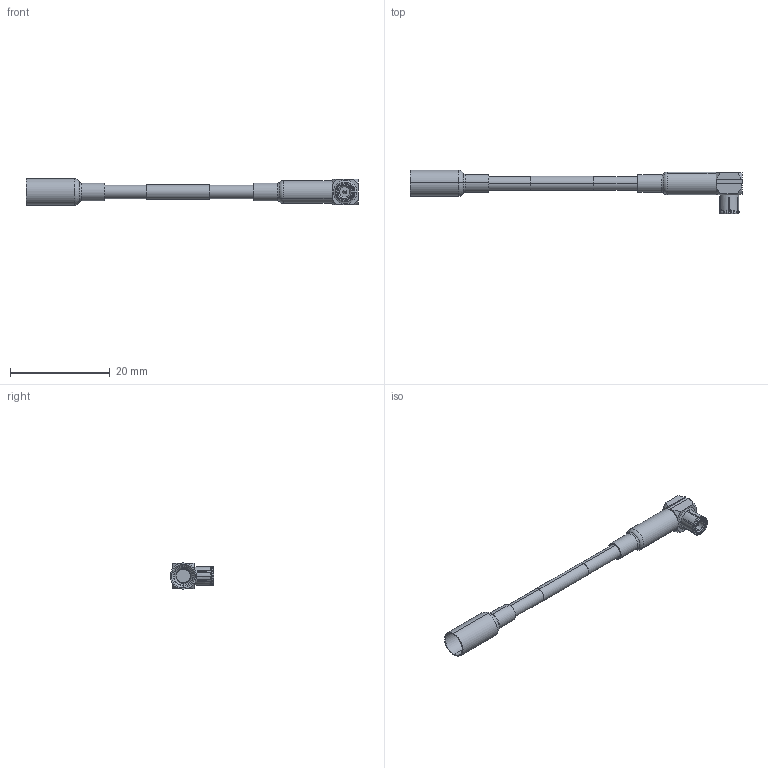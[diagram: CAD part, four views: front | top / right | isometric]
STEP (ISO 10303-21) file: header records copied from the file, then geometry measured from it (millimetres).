
FILE_DESCRIPTION (( 'STEP AP214' ), '1' );
FILE_NAME ('FMCA100093_3D.step', '2024-07-31T22:49:40', ( '' ), ( '' ), 'SwSTEP 2.0', 'SolidWorks 2022', '' );
FILE_SCHEMA (( 'AUTOMOTIVE_DESIGN' ));
Length unit declared in the file: inch
Products named in the file (7): RG188A-U; SC9466_3D1; FMCA100093_3D; RG188-HEATSHRINK_.75" Long; RG188-HEATSHRINK_5_.75" Long; SC9466_3D2; SC9466
Assembly tree (6 placements, depth 3):
  FMCA100093_3D
    RG188A-U
    SC9466
      SC9466_3D1
      SC9466_3D2
    RG188-HEATSHRINK_.75" Long
    RG188-HEATSHRINK_5_.75" Long
Bounding box: 66.59 x 8.71 x 5.25 mm (x, y, z)
Volume: 608.2 mm3; surface area: 1870.4 mm2
Topology: 5 solids, 5 shells, 195 faces, 452 edges, 282 vertices
Faces by surface type: plane 73, cylinder 57, cone 45, torus 20
Entity records: 6094 total; most frequent: CARTESIAN_POINT 1295, DIRECTION 996, ORIENTED_EDGE 904, EDGE_CURVE 452, AXIS2_PLACEMENT_3D 419, VERTEX_POINT 282, EDGE_LOOP 216, CIRCLE 214
